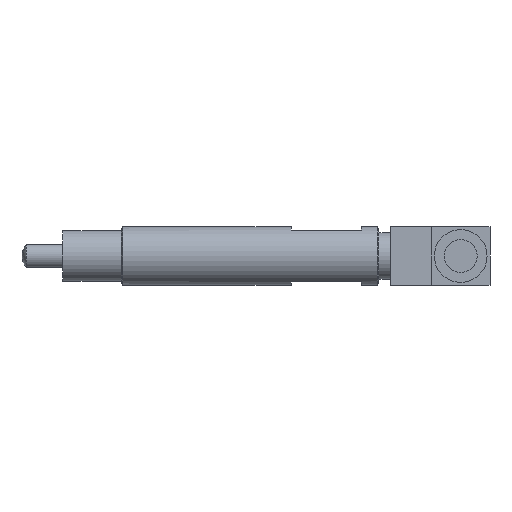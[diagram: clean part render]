
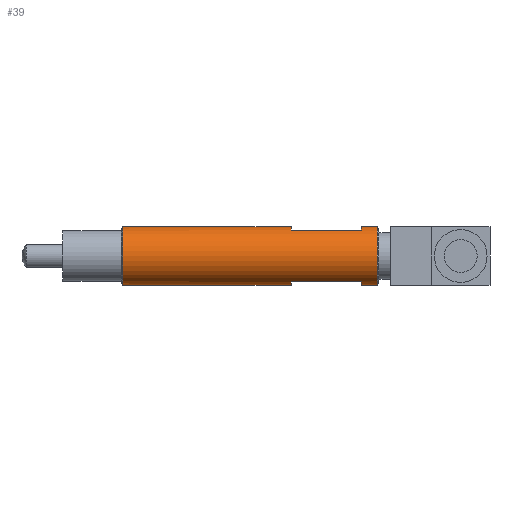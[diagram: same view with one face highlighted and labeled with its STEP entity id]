
A CAD part, front view. The second image highlights one B-rep face of the part: STEP entity #39.
In plain terms, the highlighted cylindrical face has radius 2.5 mm (diameter 5 mm), a full revolution.
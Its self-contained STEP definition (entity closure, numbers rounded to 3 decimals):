
#6 = CIRCLE ( 'NONE', #619, 2.5 ) ;
#8 = DIRECTION ( 'NONE',  ( 1., 0., 0. ) ) ;
#27 = ORIENTED_EDGE ( 'NONE', *, *, #83, .T. ) ;
#38 = AXIS2_PLACEMENT_3D ( 'NONE', #93, #212, #43 ) ;
#39 = ADVANCED_FACE ( 'NONE', ( #152, #467, #579, #796 ), #226, .T. ) ;
#43 = DIRECTION ( 'NONE',  ( 0., 0., -1. ) ) ;
#57 = CARTESIAN_POINT ( 'NONE',  ( 30.373, 0., -2.5 ) ) ;
#62 = ORIENTED_EDGE ( 'NONE', *, *, #521, .T. ) ;
#83 = EDGE_CURVE ( 'NONE', #315, #315, #641, .T. ) ;
#85 = VERTEX_POINT ( 'NONE', #764 ) ;
#89 = CARTESIAN_POINT ( 'NONE',  ( 29., 1.187, 2.2 ) ) ;
#93 = CARTESIAN_POINT ( 'NONE',  ( 29., 0., 0. ) ) ;
#115 = AXIS2_PLACEMENT_3D ( 'NONE', #354, #551, #225 ) ;
#120 = VERTEX_POINT ( 'NONE', #196 ) ;
#136 = EDGE_CURVE ( 'NONE', #120, #304, #378, .T. ) ;
#152 = FACE_BOUND ( 'NONE', #747, .T. ) ;
#162 = LINE ( 'NONE', #558, #804 ) ;
#184 = CARTESIAN_POINT ( 'NONE',  ( 29., -1.187, -2.2 ) ) ;
#196 = CARTESIAN_POINT ( 'NONE',  ( 29., 1.187, -2.2 ) ) ;
#212 = DIRECTION ( 'NONE',  ( 1., 0., 0. ) ) ;
#213 = EDGE_LOOP ( 'NONE', ( #669 ) ) ;
#225 = DIRECTION ( 'NONE',  ( 0., 0., 1. ) ) ;
#226 = CYLINDRICAL_SURFACE ( 'NONE', #387, 2.5 ) ;
#229 = CARTESIAN_POINT ( 'NONE',  ( 37.571, 1.187, 2.2 ) ) ;
#234 = AXIS2_PLACEMENT_3D ( 'NONE', #380, #758, #444 ) ;
#236 = CARTESIAN_POINT ( 'NONE',  ( 8.627, 0., -2.5 ) ) ;
#256 = CARTESIAN_POINT ( 'NONE',  ( 37.571, 0., 0. ) ) ;
#258 = ORIENTED_EDGE ( 'NONE', *, *, #624, .T. ) ;
#262 = LINE ( 'NONE', #229, #762 ) ;
#275 = VECTOR ( 'NONE', #459, 1000. ) ;
#284 = CIRCLE ( 'NONE', #706, 2.5 ) ;
#294 = EDGE_CURVE ( 'NONE', #659, #659, #499, .T. ) ;
#304 = VERTEX_POINT ( 'NONE', #543 ) ;
#315 = VERTEX_POINT ( 'NONE', #236 ) ;
#325 = CIRCLE ( 'NONE', #38, 2.5 ) ;
#328 = CARTESIAN_POINT ( 'NONE',  ( 37.571, 1.187, -2.2 ) ) ;
#332 = CIRCLE ( 'NONE', #115, 2.5 ) ;
#346 = VERTEX_POINT ( 'NONE', #89 ) ;
#354 = CARTESIAN_POINT ( 'NONE',  ( 23., 0., 0. ) ) ;
#367 = DIRECTION ( 'NONE',  ( 0., 0., 1. ) ) ;
#368 = EDGE_LOOP ( 'NONE', ( #27 ) ) ;
#371 = AXIS2_PLACEMENT_3D ( 'NONE', #469, #789, #782 ) ;
#376 = CARTESIAN_POINT ( 'NONE',  ( 29., 0., 0. ) ) ;
#378 = LINE ( 'NONE', #328, #275 ) ;
#380 = CARTESIAN_POINT ( 'NONE',  ( 8.627, 0., 0. ) ) ;
#381 = ORIENTED_EDGE ( 'NONE', *, *, #554, .T. ) ;
#387 = AXIS2_PLACEMENT_3D ( 'NONE', #256, #709, #439 ) ;
#401 = VERTEX_POINT ( 'NONE', #602 ) ;
#419 = DIRECTION ( 'NONE',  ( 0., 0., -1. ) ) ;
#423 = VECTOR ( 'NONE', #505, 1000. ) ;
#425 = ORIENTED_EDGE ( 'NONE', *, *, #473, .T. ) ;
#437 = CARTESIAN_POINT ( 'NONE',  ( 37.571, -1.187, 2.2 ) ) ;
#439 = DIRECTION ( 'NONE',  ( 0., 0., 1. ) ) ;
#444 = DIRECTION ( 'NONE',  ( 0., 0., -1. ) ) ;
#459 = DIRECTION ( 'NONE',  ( -1., 0., 0. ) ) ;
#467 = FACE_BOUND ( 'NONE', #593, .T. ) ;
#469 = CARTESIAN_POINT ( 'NONE',  ( 30.373, 0., 0. ) ) ;
#473 = EDGE_CURVE ( 'NONE', #85, #761, #332, .T. ) ;
#492 = DIRECTION ( 'NONE',  ( 1., 0., 0. ) ) ;
#499 = CIRCLE ( 'NONE', #371, 2.5 ) ;
#505 = DIRECTION ( 'NONE',  ( -1., 0., 0. ) ) ;
#507 = ORIENTED_EDGE ( 'NONE', *, *, #686, .T. ) ;
#511 = ORIENTED_EDGE ( 'NONE', *, *, #786, .T. ) ;
#514 = VERTEX_POINT ( 'NONE', #799 ) ;
#521 = EDGE_CURVE ( 'NONE', #761, #346, #262, .T. ) ;
#543 = CARTESIAN_POINT ( 'NONE',  ( 23., 1.187, -2.2 ) ) ;
#544 = CARTESIAN_POINT ( 'NONE',  ( 23., 1.187, 2.2 ) ) ;
#551 = DIRECTION ( 'NONE',  ( -1., 0., 0. ) ) ;
#554 = EDGE_CURVE ( 'NONE', #514, #85, #594, .T. ) ;
#555 = VERTEX_POINT ( 'NONE', #184 ) ;
#558 = CARTESIAN_POINT ( 'NONE',  ( 37.571, -1.187, -2.2 ) ) ;
#579 = FACE_OUTER_BOUND ( 'NONE', #213, .T. ) ;
#593 = EDGE_LOOP ( 'NONE', ( #381, #425, #62, #258 ) ) ;
#594 = LINE ( 'NONE', #437, #423 ) ;
#602 = CARTESIAN_POINT ( 'NONE',  ( 23., -1.187, -2.2 ) ) ;
#619 = AXIS2_PLACEMENT_3D ( 'NONE', #376, #8, #419 ) ;
#624 = EDGE_CURVE ( 'NONE', #346, #514, #6, .T. ) ;
#641 = CIRCLE ( 'NONE', #234, 2.5 ) ;
#649 = ORIENTED_EDGE ( 'NONE', *, *, #763, .T. ) ;
#659 = VERTEX_POINT ( 'NONE', #57 ) ;
#669 = ORIENTED_EDGE ( 'NONE', *, *, #294, .T. ) ;
#686 = EDGE_CURVE ( 'NONE', #555, #120, #325, .T. ) ;
#706 = AXIS2_PLACEMENT_3D ( 'NONE', #750, #741, #367 ) ;
#709 = DIRECTION ( 'NONE',  ( -1., 0., 0. ) ) ;
#713 = ORIENTED_EDGE ( 'NONE', *, *, #136, .T. ) ;
#741 = DIRECTION ( 'NONE',  ( -1., 0., 0. ) ) ;
#745 = DIRECTION ( 'NONE',  ( 1., 0., 0. ) ) ;
#747 = EDGE_LOOP ( 'NONE', ( #507, #713, #649, #511 ) ) ;
#750 = CARTESIAN_POINT ( 'NONE',  ( 23., 0., 0. ) ) ;
#758 = DIRECTION ( 'NONE',  ( 1., 0., 0. ) ) ;
#761 = VERTEX_POINT ( 'NONE', #544 ) ;
#762 = VECTOR ( 'NONE', #492, 1000. ) ;
#763 = EDGE_CURVE ( 'NONE', #304, #401, #284, .T. ) ;
#764 = CARTESIAN_POINT ( 'NONE',  ( 23., -1.187, 2.2 ) ) ;
#782 = DIRECTION ( 'NONE',  ( 0., 0., -1. ) ) ;
#786 = EDGE_CURVE ( 'NONE', #401, #555, #162, .T. ) ;
#789 = DIRECTION ( 'NONE',  ( -1., 0., 0. ) ) ;
#796 = FACE_OUTER_BOUND ( 'NONE', #368, .T. ) ;
#799 = CARTESIAN_POINT ( 'NONE',  ( 29., -1.187, 2.2 ) ) ;
#804 = VECTOR ( 'NONE', #745, 1000. ) ;
